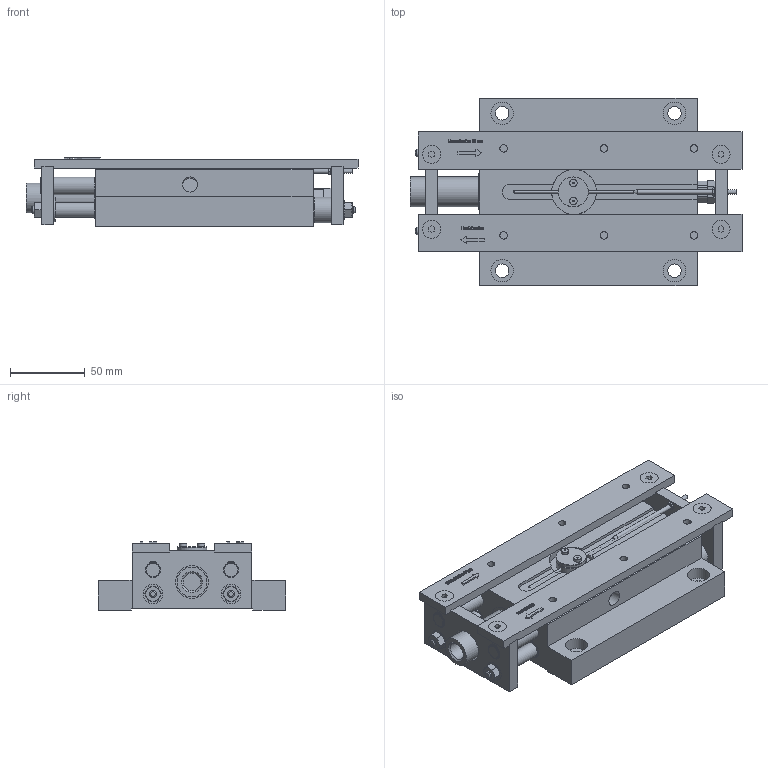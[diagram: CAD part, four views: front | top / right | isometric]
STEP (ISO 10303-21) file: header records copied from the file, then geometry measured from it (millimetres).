
FILE_DESCRIPTION(('STEP AP214'),'1');
FILE_NAME('TP10.stp','2016-12-09T10:58:24',(' '),(' '),'Spatial InterOp 3D',' ',' ');
FILE_SCHEMA(('automotive_design'));
Length unit declared in the file: millimetre
Products named in the file (55): Assembly1; Part49; Part50; Part52; Part53; Part55; Part56; Part57; Part59; Part60; Part61; Part64; Bolt : Hex - M10,0 x 50,0; Nut : Standard - M8,0 x 97,79; Part72; Nut : Standard - M6,0 x 128,27; Part75; Part76; Bolt : Hex - M3,0 x 11,0; Screw : Countersunk - M4,0 x 50,0; Part85; Part87; Part94; Part96; Part105; Part107; Ring : External - M10,0 x 0,6; Nut : Standard - M3,0 x 39,243; Part125; Text1170; Text1180
Assembly tree (54 placements, depth 2):
  Assembly1
    Part49
    Part50
    Part50
    Part52
    Part53
    Part53
    Part55
    Part56
    Part57
    Part59
    Part60
    Part61
    Part61
    Part60
    Part64
    Part64
    Bolt : Hex - M10,0 x 50,0
    Nut : Standard - M8,0 x 97,79
    Part72
    Nut : Standard - M8,0 x 97,79
    Nut : Standard - M6,0 x 128,27
    Part75
    Part76
    Part75
    Nut : Standard - M6,0 x 128,27
    Part76
    Bolt : Hex - M3,0 x 11,0
    Screw : Countersunk - M4,0 x 50,0
    Screw : Countersunk - M4,0 x 50,0
    Part85
    Part85
    Part87
    Part75
    Nut : Standard - M6,0 x 128,27
    Part76
    Part75
    Nut : Standard - M6,0 x 128,27
    Part76
    Part94
    Part94
    Part96
    Part96
    Screw : Countersunk - M4,0 x 50,0
    Screw : Countersunk - M4,0 x 50,0
    Part105
    Part105
    Part107
    Ring : External - M10,0 x 0,6
    Ring : External - M10,0 x 0,6
    Nut : Standard - M3,0 x 39,243
    Part125
    Part125
    Text1170
    Text1180
Bounding box: 221.5 x 125 x 46 mm (x, y, z)
Volume: 636357.9 mm3; surface area: 177355.9 mm2
Topology: 86 solids, 86 shells, 1858 faces, 4944 edges, 3277 vertices
Faces by surface type: plane 1684, cylinder 94, cone 78, torus 1, bspline 1
Full cylindrical faces by diameter (mm): 0.9 x4, 1 x2, 1.5 x1, 2 x1, 2.5 x1, 3 x1, 4 x4, 5 x16, 7 x2, 9 x6, 10 x5, 12 x11, 13 x4, 15 x4, 16 x2, 17 x4, 20 x5, 22 x1, 24 x2
Entity records: 72528 total; most frequent: CARTESIAN_POINT 10661, ORIENTED_EDGE 9662, DIRECTION 8797, EDGE_CURVE 4831, LINE 4425, VECTOR 4425, VERTEX_POINT 3254, AXIS2_PLACEMENT_3D 2186
